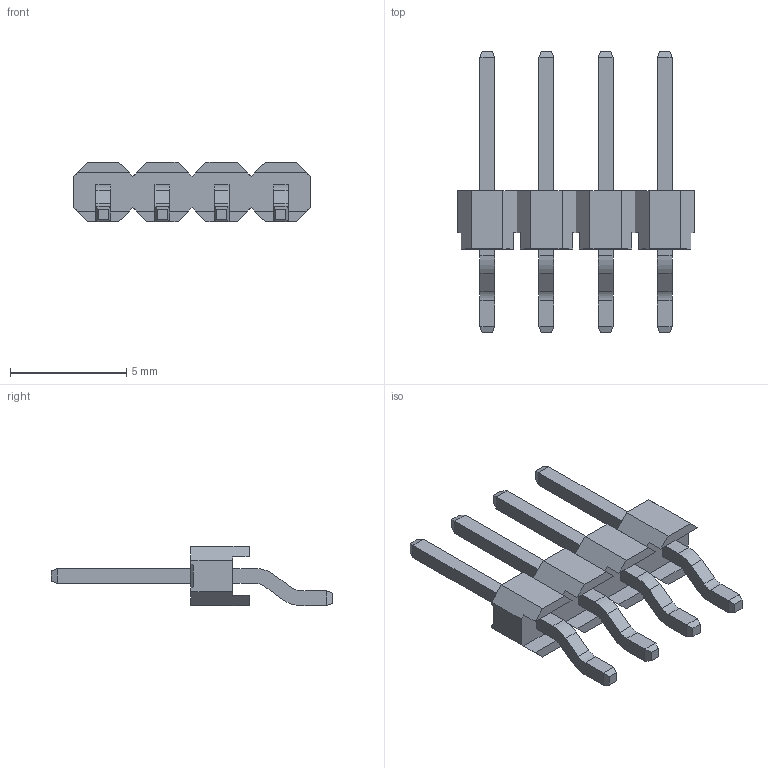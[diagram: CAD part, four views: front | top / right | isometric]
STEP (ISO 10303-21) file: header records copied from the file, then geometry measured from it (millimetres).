
FILE_DESCRIPTION(('STEP AP214'), '1');
FILE_NAME('DS1025 (PLS-T CONNFLY)', '2019-06-30T13:24:07', ('Che'), (''), 'ASCON STEP Converter 1.3', 'ASCON Math Kernel', '');
FILE_SCHEMA(('AUTOMOTIVE_DESIGN { 1 0 10303 214 3 1 1}'));
Length unit declared in the file: millimetre
Bounding box: 10.16 x 12.1 x 2.54 mm (x, y, z)
Volume: 62.7 mm3; surface area: 227.7 mm2
Topology: 1 solids, 1 shells, 171 faces, 442 edges, 284 vertices
Faces by surface type: plane 155, cylinder 16
Entity records: 6504 total; most frequent: CARTESIAN_POINT 898, ORIENTED_EDGE 884, DIRECTION 818, EDGE_CURVE 442, LINE 410, VECTOR 410, VERTEX_POINT 284, AXIS2_PLACEMENT_3D 204
